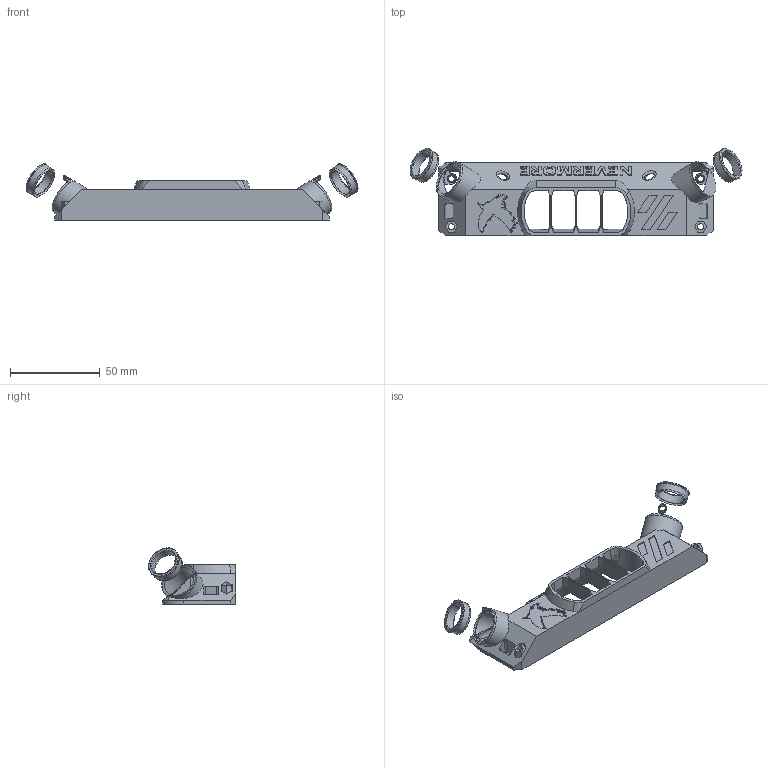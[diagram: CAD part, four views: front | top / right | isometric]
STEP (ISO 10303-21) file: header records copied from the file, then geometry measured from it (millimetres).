
FILE_DESCRIPTION(/* description */ (''),/* implementation_level */ '2;1');
FILE_NAME(/* name */ '17mm_CPAP_Tube.step',/* time_stamp */ '2025-06-10T13:58:29+02:00',/* author */ (''),/* organization */ (''),/* preprocessor_version */ 'ST-DEVELOPER v20.1',/* originating_system */ 'Autodesk Translation Framework v14.10.0.0',/* authorisation */ '');
FILE_SCHEMA (('AUTOMOTIVE_DESIGN { 1 0 10303 214 3 1 1 }'));
Length unit declared in the file: millimetre
Products named in the file (1): 17mm_CPAP_Tube (1)
Bounding box: 185.03 x 48.65 x 31.29 mm (x, y, z)
Volume: 33533.3 mm3; surface area: 29568 mm2
Topology: 1 solids, 1 shells, 803 faces, 2297 edges, 1500 vertices
Faces by surface type: plane 337, bspline 296, cylinder 142, cone 24, torus 4
Full cylindrical faces by diameter (mm): 3.2 x2, 3.4 x2, 4 x2, 17.987 x2, 18 x2, 18.8 x2
Entity records: 34456 total; most frequent: CARTESIAN_POINT 15260, ORIENTED_EDGE 4582, DIRECTION 3054, EDGE_CURVE 2291, VERTEX_POINT 1500, LINE 1244, VECTOR 1244, AXIS2_PLACEMENT_3D 905
